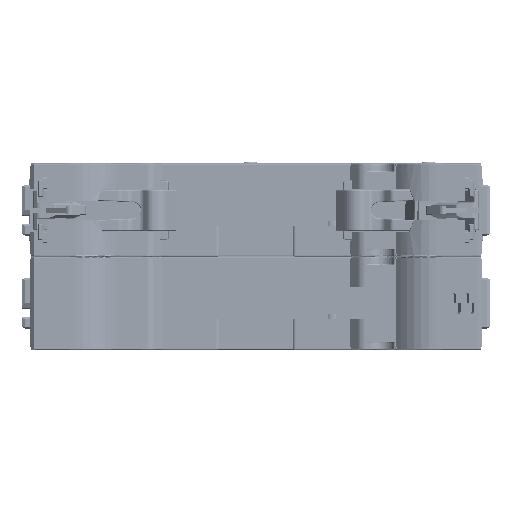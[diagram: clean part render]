
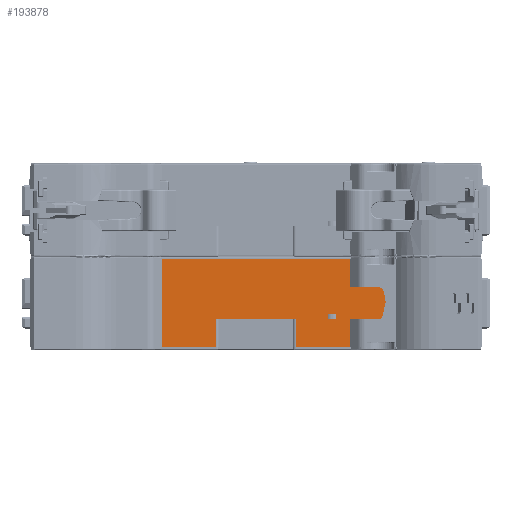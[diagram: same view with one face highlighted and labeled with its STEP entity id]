
A CAD part, front view. The second image highlights one B-rep face of the part: STEP entity #193878.
In plain terms, the highlighted planar face has unit normal (0, -1, 0).
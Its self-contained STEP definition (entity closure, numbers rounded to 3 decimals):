
#8681=DIRECTION('',(1.,0.,0.));
#8682=VECTOR('',#8681,10.253);
#8683=CARTESIAN_POINT('',(-17.7,-56.5,-60.4));
#8684=LINE('',#8683,#8682);
#8699=DIRECTION('',(1.,0.,0.));
#8700=VECTOR('',#8699,10.253);
#8701=CARTESIAN_POINT('',(7.447,-56.5,-60.4));
#8702=LINE('',#8701,#8700);
#8814=DIRECTION('',(1.,0.,0.));
#8815=VECTOR('',#8814,0.15);
#8816=CARTESIAN_POINT('',(24.25,-56.5,-52.2));
#8817=LINE('',#8816,#8815);
#8937=DIRECTION('',(1.,0.,0.));
#8938=VECTOR('',#8937,5.206);
#8939=CARTESIAN_POINT('',(17.7,-56.5,-55.2));
#8940=LINE('',#8939,#8938);
#8949=DIRECTION('',(0.,0.,1.));
#8950=VECTOR('',#8949,5.2);
#8951=CARTESIAN_POINT('',(-17.7,-56.5,-60.4));
#8952=LINE('',#8951,#8950);
#8953=DIRECTION('',(1.,0.,0.));
#8954=VECTOR('',#8953,0.181);
#8955=CARTESIAN_POINT('',(-17.881,-56.5,-52.2));
#8956=LINE('',#8955,#8954);
#8957=DIRECTION('',(0.,0.,1.));
#8958=VECTOR('',#8957,8.3);
#8959=CARTESIAN_POINT('',(-17.7,-56.5,-52.2));
#8960=LINE('',#8959,#8958);
#8961=DIRECTION('',(1.,0.,0.));
#8962=VECTOR('',#8961,35.4);
#8963=CARTESIAN_POINT('',(-17.7,-56.5,-43.9));
#8964=LINE('',#8963,#8962);
#8965=DIRECTION('',(0.,0.,-1.));
#8966=VECTOR('',#8965,5.3);
#8967=CARTESIAN_POINT('',(17.7,-56.5,-43.9));
#8968=LINE('',#8967,#8966);
#8969=DIRECTION('',(1.,0.,0.));
#8970=VECTOR('',#8969,5.361);
#8971=CARTESIAN_POINT('',(17.7,-56.5,-49.2));
#8972=LINE('',#8971,#8970);
#8973=CARTESIAN_POINT('',(23.061,-56.5,-50.2));
#8974=DIRECTION('',(0.,1.,0.));
#8975=DIRECTION('',(0.,0.,1.));
#8976=AXIS2_PLACEMENT_3D('',#8973,#8974,#8975);
#8978=DIRECTION('',(0.174,0.,-0.985));
#8979=VECTOR('',#8978,2.04);
#8980=CARTESIAN_POINT('',(24.046,-56.5,-50.026));
#8981=LINE('',#8980,#8979);
#8982=DIRECTION('',(0.,0.,-1.));
#8983=VECTOR('',#8982,0.164);
#8984=CARTESIAN_POINT('',(24.4,-56.5,-52.036));
#8985=LINE('',#8984,#8983);
#8986=DIRECTION('',(-0.173,0.,-0.985));
#8987=VECTOR('',#8986,2.073);
#8988=CARTESIAN_POINT('',(24.25,-56.5,-52.332));
#8989=LINE('',#8988,#8987);
#8990=CARTESIAN_POINT('',(22.906,-56.5,-54.2));
#8991=DIRECTION('',(0.,1.,0.));
#8992=DIRECTION('',(0.985,0.,-0.173));
#8993=AXIS2_PLACEMENT_3D('',#8990,#8991,#8992);
#8995=DIRECTION('',(0.,0.,-1.));
#8996=VECTOR('',#8995,5.2);
#8997=CARTESIAN_POINT('',(17.7,-56.5,-55.2));
#8998=LINE('',#8997,#8996);
#8999=DIRECTION('',(0.,0.,-1.));
#9000=VECTOR('',#8999,5.2);
#9001=CARTESIAN_POINT('',(7.447,-56.5,-55.2));
#9002=LINE('',#9001,#9000);
#9012=DIRECTION('',(1.,0.,0.));
#9013=VECTOR('',#9012,14.894);
#9014=CARTESIAN_POINT('',(-7.447,-56.5,-55.2));
#9015=LINE('',#9014,#9013);
#9029=DIRECTION('',(0.,0.,1.));
#9030=VECTOR('',#9029,5.2);
#9031=CARTESIAN_POINT('',(-7.447,-56.5,-60.4));
#9032=LINE('',#9031,#9030);
#137357=DIRECTION('',(0.,0.,-1.));
#137358=VECTOR('',#137357,3.);
#137359=CARTESIAN_POINT('',(-17.881,-56.5,-52.2));
#137360=LINE('',#137359,#137358);
#137365=DIRECTION('',(1.,0.,0.));
#137366=VECTOR('',#137365,0.181);
#137367=CARTESIAN_POINT('',(-17.881,-56.5,-55.2));
#137368=LINE('',#137367,#137366);
#137369=DIRECTION('',(0.,0.,1.));
#137370=VECTOR('',#137369,0.132);
#137371=CARTESIAN_POINT('',(24.25,-56.5,-52.332));
#137372=LINE('',#137371,#137370);
#137389=DIRECTION('',(-1.,0.,0.));
#137390=VECTOR('',#137389,1.442);
#137391=CARTESIAN_POINT('',(15.021,-56.5,-55.2));
#137392=LINE('',#137391,#137390);
#137398=DIRECTION('',(0.,0.,1.));
#137399=VECTOR('',#137398,1.);
#137400=CARTESIAN_POINT('',(13.579,-56.5,-55.2));
#137401=LINE('',#137400,#137399);
#137402=DIRECTION('',(0.,0.,-1.));
#137403=VECTOR('',#137402,1.);
#137404=CARTESIAN_POINT('',(15.021,-56.5,-54.2));
#137405=LINE('',#137404,#137403);
#137411=DIRECTION('',(1.,0.,0.));
#137412=VECTOR('',#137411,1.442);
#137413=CARTESIAN_POINT('',(13.579,-56.5,-54.2));
#137414=LINE('',#137413,#137412);
#159715=CARTESIAN_POINT('',(-17.881,-56.5,-52.2));
#159717=VERTEX_POINT('',#159715);
#159721=CARTESIAN_POINT('',(-17.7,-56.5,-52.2));
#159722=VERTEX_POINT('',#159721);
#159800=CARTESIAN_POINT('',(24.4,-56.5,-52.2));
#159802=VERTEX_POINT('',#159800);
#159805=CARTESIAN_POINT('',(24.25,-56.5,-52.2));
#159806=VERTEX_POINT('',#159805);
#162116=CARTESIAN_POINT('',(24.4,-56.5,-52.036));
#162117=VERTEX_POINT('',#162116);
#162120=CARTESIAN_POINT('',(7.447,-56.5,-55.2));
#162121=CARTESIAN_POINT('',(7.447,-56.5,-60.4));
#162122=VERTEX_POINT('',#162120);
#162123=VERTEX_POINT('',#162121);
#162124=CARTESIAN_POINT('',(-7.447,-56.5,-55.2));
#162125=VERTEX_POINT('',#162124);
#162126=CARTESIAN_POINT('',(-7.447,-56.5,-60.4));
#162127=VERTEX_POINT('',#162126);
#162128=CARTESIAN_POINT('',(-17.7,-56.5,-60.4));
#162129=VERTEX_POINT('',#162128);
#162130=CARTESIAN_POINT('',(-17.7,-56.5,-55.2));
#162131=VERTEX_POINT('',#162130);
#162132=CARTESIAN_POINT('',(-17.881,-56.5,-55.2));
#162133=VERTEX_POINT('',#162132);
#162134=CARTESIAN_POINT('',(-17.7,-56.5,-43.9));
#162135=VERTEX_POINT('',#162134);
#162136=CARTESIAN_POINT('',(17.7,-56.5,-43.9));
#162137=VERTEX_POINT('',#162136);
#162138=CARTESIAN_POINT('',(17.7,-56.5,-49.2));
#162139=VERTEX_POINT('',#162138);
#162140=CARTESIAN_POINT('',(23.061,-56.5,-49.2));
#162141=VERTEX_POINT('',#162140);
#162142=CARTESIAN_POINT('',(24.046,-56.5,-50.026));
#162143=VERTEX_POINT('',#162142);
#162144=CARTESIAN_POINT('',(24.25,-56.5,-52.332));
#162145=VERTEX_POINT('',#162144);
#162146=CARTESIAN_POINT('',(23.891,-56.5,-54.373));
#162147=VERTEX_POINT('',#162146);
#162148=CARTESIAN_POINT('',(22.906,-56.5,-55.2));
#162149=VERTEX_POINT('',#162148);
#162150=CARTESIAN_POINT('',(17.7,-56.5,-55.2));
#162151=VERTEX_POINT('',#162150);
#162152=CARTESIAN_POINT('',(17.7,-56.5,-60.4));
#162153=VERTEX_POINT('',#162152);
#162154=CARTESIAN_POINT('',(15.021,-56.5,-55.2));
#162155=CARTESIAN_POINT('',(13.579,-56.5,-55.2));
#162156=VERTEX_POINT('',#162154);
#162157=VERTEX_POINT('',#162155);
#162158=CARTESIAN_POINT('',(15.021,-56.5,-54.2));
#162159=VERTEX_POINT('',#162158);
#162160=CARTESIAN_POINT('',(13.579,-56.5,-54.2));
#162161=VERTEX_POINT('',#162160);
#193823=CARTESIAN_POINT('',(0.,-56.5,-52.2));
#193824=DIRECTION('',(0.,-1.,0.));
#193825=DIRECTION('',(-1.,0.,0.));
#193826=AXIS2_PLACEMENT_3D('',#193823,#193824,#193825);
#193827=PLANE('',#193826);
#193829=ORIENTED_EDGE('',*,*,#193828,.F.);
#193831=ORIENTED_EDGE('',*,*,#193830,.F.);
#193833=ORIENTED_EDGE('',*,*,#193832,.F.);
#193834=ORIENTED_EDGE('',*,*,#193419,.F.);
#193836=ORIENTED_EDGE('',*,*,#193835,.T.);
#193838=ORIENTED_EDGE('',*,*,#193837,.F.);
#193840=ORIENTED_EDGE('',*,*,#193839,.F.);
#193842=ORIENTED_EDGE('',*,*,#193841,.T.);
#193844=ORIENTED_EDGE('',*,*,#193843,.T.);
#193846=ORIENTED_EDGE('',*,*,#193845,.T.);
#193848=ORIENTED_EDGE('',*,*,#193847,.T.);
#193850=ORIENTED_EDGE('',*,*,#193849,.T.);
#193852=ORIENTED_EDGE('',*,*,#193851,.T.);
#193854=ORIENTED_EDGE('',*,*,#193853,.T.);
#193855=ORIENTED_EDGE('',*,*,#193555,.T.);
#193856=ORIENTED_EDGE('',*,*,#193586,.F.);
#193858=ORIENTED_EDGE('',*,*,#193857,.F.);
#193860=ORIENTED_EDGE('',*,*,#193859,.T.);
#193861=ORIENTED_EDGE('',*,*,#193809,.T.);
#193862=ORIENTED_EDGE('',*,*,#193790,.F.);
#193864=ORIENTED_EDGE('',*,*,#193863,.T.);
#193865=ORIENTED_EDGE('',*,*,#193427,.F.);
#193866=EDGE_LOOP('',(#193829,#193831,#193833,#193834,#193836,#193838,#193840,
#193842,#193844,#193846,#193848,#193850,#193852,#193854,#193855,#193856,#193858,
#193860,#193861,#193862,#193864,#193865));
#193867=FACE_OUTER_BOUND('',#193866,.F.);
#193869=ORIENTED_EDGE('',*,*,#193868,.F.);
#193871=ORIENTED_EDGE('',*,*,#193870,.F.);
#193873=ORIENTED_EDGE('',*,*,#193872,.F.);
#193875=ORIENTED_EDGE('',*,*,#193874,.F.);
#193876=EDGE_LOOP('',(#193869,#193871,#193873,#193875));
#193877=FACE_BOUND('',#193876,.F.);
#193878=ADVANCED_FACE('',(#193867,#193877),#193827,.T.);
#8977=CIRCLE('',#8976,1.);
#8994=CIRCLE('',#8993,1.);
#193419=EDGE_CURVE('',#162129,#162127,#8684,.T.);
#193427=EDGE_CURVE('',#162123,#162153,#8702,.T.);
#193555=EDGE_CURVE('',#162117,#159802,#8985,.T.);
#193586=EDGE_CURVE('',#159806,#159802,#8817,.T.);
#193790=EDGE_CURVE('',#162151,#162149,#8940,.T.);
#193809=EDGE_CURVE('',#162147,#162149,#8994,.T.);
#193828=EDGE_CURVE('',#162122,#162123,#9002,.T.);
#193830=EDGE_CURVE('',#162125,#162122,#9015,.T.);
#193832=EDGE_CURVE('',#162127,#162125,#9032,.T.);
#193835=EDGE_CURVE('',#162129,#162131,#8952,.T.);
#193837=EDGE_CURVE('',#162133,#162131,#137368,.T.);
#193839=EDGE_CURVE('',#159717,#162133,#137360,.T.);
#193841=EDGE_CURVE('',#159717,#159722,#8956,.T.);
#193843=EDGE_CURVE('',#159722,#162135,#8960,.T.);
#193845=EDGE_CURVE('',#162135,#162137,#8964,.T.);
#193847=EDGE_CURVE('',#162137,#162139,#8968,.T.);
#193849=EDGE_CURVE('',#162139,#162141,#8972,.T.);
#193851=EDGE_CURVE('',#162141,#162143,#8977,.T.);
#193853=EDGE_CURVE('',#162143,#162117,#8981,.T.);
#193857=EDGE_CURVE('',#162145,#159806,#137372,.T.);
#193859=EDGE_CURVE('',#162145,#162147,#8989,.T.);
#193863=EDGE_CURVE('',#162151,#162153,#8998,.T.);
#193868=EDGE_CURVE('',#162156,#162157,#137392,.T.);
#193870=EDGE_CURVE('',#162159,#162156,#137405,.T.);
#193872=EDGE_CURVE('',#162161,#162159,#137414,.T.);
#193874=EDGE_CURVE('',#162157,#162161,#137401,.T.);
